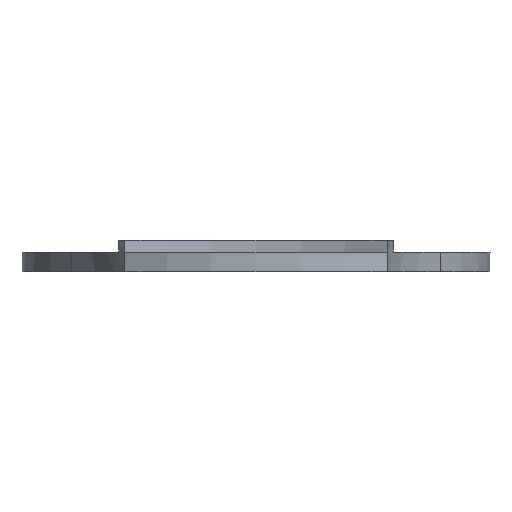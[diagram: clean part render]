
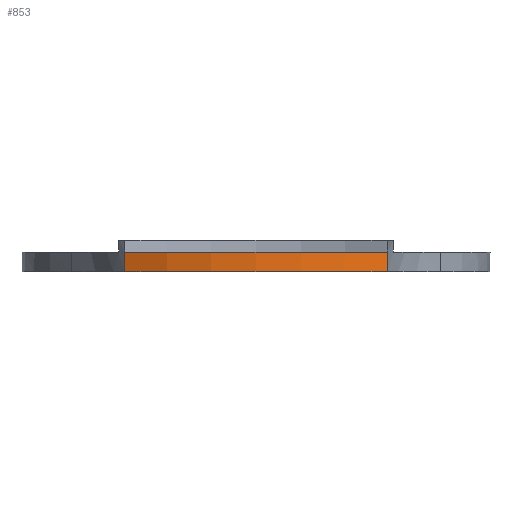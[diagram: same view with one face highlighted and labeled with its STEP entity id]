
A CAD part, front view. The second image highlights one B-rep face of the part: STEP entity #853.
In plain terms, the highlighted cylindrical face has radius 75 mm (diameter 150 mm), a partial arc.
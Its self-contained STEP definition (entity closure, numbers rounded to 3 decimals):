
#55 = CYLINDRICAL_SURFACE('',#56,70.);
#56 = AXIS2_PLACEMENT_3D('',#57,#58,#59);
#57 = CARTESIAN_POINT('',(102.47,80.,5.));
#58 = DIRECTION('',(0.,0.,-1.));
#59 = DIRECTION('',(1.,0.,0.));
#138 = CYLINDRICAL_SURFACE('',#139,70.);
#139 = AXIS2_PLACEMENT_3D('',#140,#141,#142);
#140 = CARTESIAN_POINT('',(-102.47,80.,5.));
#141 = DIRECTION('',(0.,0.,-1.));
#142 = DIRECTION('',(1.,0.,0.));
#187 = PLANE('',#188);
#188 = AXIS2_PLACEMENT_3D('',#189,#190,#191);
#189 = CARTESIAN_POINT('',(33.685,67.01,5.));
#190 = DIRECTION('',(0.,0.,-1.));
#191 = DIRECTION('',(-1.,0.,0.));
#207 = VERTEX_POINT('',#208);
#208 = CARTESIAN_POINT('',(33.685,92.99,5.));
#258 = VERTEX_POINT('',#259);
#259 = CARTESIAN_POINT('',(-33.685,92.99,5.));
#307 = EDGE_CURVE('',#207,#258,#308,.T.);
#308 = SURFACE_CURVE('',#309,(#314,#321),.PCURVE_S1.);
#309 = CIRCLE('',#310,75.);
#310 = AXIS2_PLACEMENT_3D('',#311,#312,#313);
#311 = CARTESIAN_POINT('',(0.,160.,5.));
#312 = DIRECTION('',(0.,0.,-1.));
#313 = DIRECTION('',(1.,0.,0.));
#314 = PCURVE('',#187,#315);
#315 = DEFINITIONAL_REPRESENTATION('',(#316),#320);
#316 = CIRCLE('',#317,75.);
#317 = AXIS2_PLACEMENT_2D('',#318,#319);
#318 = CARTESIAN_POINT('',(33.685,92.99));
#319 = DIRECTION('',(-1.,0.));
#320 = ( GEOMETRIC_REPRESENTATION_CONTEXT(2) 
PARAMETRIC_REPRESENTATION_CONTEXT() REPRESENTATION_CONTEXT('2D SPACE',''
  ) );
#321 = PCURVE('',#322,#327);
#322 = CYLINDRICAL_SURFACE('',#323,75.);
#323 = AXIS2_PLACEMENT_3D('',#324,#325,#326);
#324 = CARTESIAN_POINT('',(0.,160.,-0.25));
#325 = DIRECTION('',(0.,0.,-1.));
#326 = DIRECTION('',(1.,0.,0.));
#327 = DEFINITIONAL_REPRESENTATION('',(#328),#332);
#328 = LINE('',#329,#330);
#329 = CARTESIAN_POINT('',(-6.283,-5.25));
#330 = VECTOR('',#331,1.);
#331 = DIRECTION('',(1.,0.));
#332 = ( GEOMETRIC_REPRESENTATION_CONTEXT(2) 
PARAMETRIC_REPRESENTATION_CONTEXT() REPRESENTATION_CONTEXT('2D SPACE',''
  ) );
#853 = ADVANCED_FACE('',(#854),#322,.T.);
#854 = FACE_BOUND('',#855,.F.);
#855 = EDGE_LOOP('',(#856,#900,#901,#945));
#856 = ORIENTED_EDGE('',*,*,#857,.F.);
#857 = EDGE_CURVE('',#258,#858,#860,.T.);
#858 = VERTEX_POINT('',#859);
#859 = CARTESIAN_POINT('',(-33.685,92.99,0.));
#860 = SURFACE_CURVE('',#861,(#865,#871),.PCURVE_S1.);
#861 = LINE('',#862,#863);
#862 = CARTESIAN_POINT('',(-33.685,92.99,0.));
#863 = VECTOR('',#864,1.);
#864 = DIRECTION('',(0.,0.,-1.));
#865 = PCURVE('',#322,#866);
#866 = DEFINITIONAL_REPRESENTATION('',(#867),#870);
#867 = B_SPLINE_CURVE_WITH_KNOTS('',1,(#868,#869),.UNSPECIFIED.,.F.,.F.,
  (2,2),(-5.,0.),.PIECEWISE_BEZIER_KNOTS.);
#868 = CARTESIAN_POINT('',(-4.247,-5.25));
#869 = CARTESIAN_POINT('',(-4.247,-0.25));
#870 = ( GEOMETRIC_REPRESENTATION_CONTEXT(2) 
PARAMETRIC_REPRESENTATION_CONTEXT() REPRESENTATION_CONTEXT('2D SPACE',''
  ) );
#871 = PCURVE('',#138,#872);
#872 = DEFINITIONAL_REPRESENTATION('',(#873),#899);
#873 = B_SPLINE_CURVE_WITH_KNOTS('',3,(#874,#875,#876,#877,#878,#879,
    #880,#881,#882,#883,#884,#885,#886,#887,#888,#889,#890,#891,#892,
    #893,#894,#895,#896,#897,#898),.UNSPECIFIED.,.F.,.F.,(4,1,1,1,1,1,1,
    1,1,1,1,1,1,1,1,1,1,1,1,1,1,1,4),(-5.,-4.773,
    -4.545,-4.318,-4.091,-3.864,
    -3.636,-3.409,-3.182,-2.955,
    -2.727,-2.5,-2.273,-2.045,-1.818
    ,-1.591,-1.364,-1.136,-0.909,
    -0.682,-0.455,-0.227,0.),
  .UNSPECIFIED.);
#874 = CARTESIAN_POINT('',(-0.187,0.));
#875 = CARTESIAN_POINT('',(-0.187,0.076));
#876 = CARTESIAN_POINT('',(-0.187,0.227));
#877 = CARTESIAN_POINT('',(-0.187,0.455));
#878 = CARTESIAN_POINT('',(-0.187,0.682));
#879 = CARTESIAN_POINT('',(-0.187,0.909));
#880 = CARTESIAN_POINT('',(-0.187,1.136));
#881 = CARTESIAN_POINT('',(-0.187,1.364));
#882 = CARTESIAN_POINT('',(-0.187,1.591));
#883 = CARTESIAN_POINT('',(-0.187,1.818));
#884 = CARTESIAN_POINT('',(-0.187,2.045));
#885 = CARTESIAN_POINT('',(-0.187,2.273));
#886 = CARTESIAN_POINT('',(-0.187,2.5));
#887 = CARTESIAN_POINT('',(-0.187,2.727));
#888 = CARTESIAN_POINT('',(-0.187,2.955));
#889 = CARTESIAN_POINT('',(-0.187,3.182));
#890 = CARTESIAN_POINT('',(-0.187,3.409));
#891 = CARTESIAN_POINT('',(-0.187,3.636));
#892 = CARTESIAN_POINT('',(-0.187,3.864));
#893 = CARTESIAN_POINT('',(-0.187,4.091));
#894 = CARTESIAN_POINT('',(-0.187,4.318));
#895 = CARTESIAN_POINT('',(-0.187,4.545));
#896 = CARTESIAN_POINT('',(-0.187,4.773));
#897 = CARTESIAN_POINT('',(-0.187,4.924));
#898 = CARTESIAN_POINT('',(-0.187,5.));
#899 = ( GEOMETRIC_REPRESENTATION_CONTEXT(2) 
PARAMETRIC_REPRESENTATION_CONTEXT() REPRESENTATION_CONTEXT('2D SPACE',''
  ) );
#900 = ORIENTED_EDGE('',*,*,#307,.F.);
#901 = ORIENTED_EDGE('',*,*,#902,.T.);
#902 = EDGE_CURVE('',#207,#903,#905,.T.);
#903 = VERTEX_POINT('',#904);
#904 = CARTESIAN_POINT('',(33.685,92.99,0.));
#905 = SURFACE_CURVE('',#906,(#910,#916),.PCURVE_S1.);
#906 = LINE('',#907,#908);
#907 = CARTESIAN_POINT('',(33.685,92.99,0.));
#908 = VECTOR('',#909,1.);
#909 = DIRECTION('',(0.,0.,-1.));
#910 = PCURVE('',#322,#911);
#911 = DEFINITIONAL_REPRESENTATION('',(#912),#915);
#912 = B_SPLINE_CURVE_WITH_KNOTS('',1,(#913,#914),.UNSPECIFIED.,.F.,.F.,
  (2,2),(-5.,0.),.PIECEWISE_BEZIER_KNOTS.);
#913 = CARTESIAN_POINT('',(-5.178,-5.25));
#914 = CARTESIAN_POINT('',(-5.178,-0.25));
#915 = ( GEOMETRIC_REPRESENTATION_CONTEXT(2) 
PARAMETRIC_REPRESENTATION_CONTEXT() REPRESENTATION_CONTEXT('2D SPACE',''
  ) );
#916 = PCURVE('',#55,#917);
#917 = DEFINITIONAL_REPRESENTATION('',(#918),#944);
#918 = B_SPLINE_CURVE_WITH_KNOTS('',3,(#919,#920,#921,#922,#923,#924,
    #925,#926,#927,#928,#929,#930,#931,#932,#933,#934,#935,#936,#937,
    #938,#939,#940,#941,#942,#943),.UNSPECIFIED.,.F.,.F.,(4,1,1,1,1,1,1,
    1,1,1,1,1,1,1,1,1,1,1,1,1,1,1,4),(-5.,-4.773,
    -4.545,-4.318,-4.091,-3.864,
    -3.636,-3.409,-3.182,-2.955,
    -2.727,-2.5,-2.273,-2.045,-1.818
    ,-1.591,-1.364,-1.136,-0.909,
    -0.682,-0.455,-0.227,0.),
  .UNSPECIFIED.);
#919 = CARTESIAN_POINT('',(-2.955,0.));
#920 = CARTESIAN_POINT('',(-2.955,0.076));
#921 = CARTESIAN_POINT('',(-2.955,0.227));
#922 = CARTESIAN_POINT('',(-2.955,0.455));
#923 = CARTESIAN_POINT('',(-2.955,0.682));
#924 = CARTESIAN_POINT('',(-2.955,0.909));
#925 = CARTESIAN_POINT('',(-2.955,1.136));
#926 = CARTESIAN_POINT('',(-2.955,1.364));
#927 = CARTESIAN_POINT('',(-2.955,1.591));
#928 = CARTESIAN_POINT('',(-2.955,1.818));
#929 = CARTESIAN_POINT('',(-2.955,2.045));
#930 = CARTESIAN_POINT('',(-2.955,2.273));
#931 = CARTESIAN_POINT('',(-2.955,2.5));
#932 = CARTESIAN_POINT('',(-2.955,2.727));
#933 = CARTESIAN_POINT('',(-2.955,2.955));
#934 = CARTESIAN_POINT('',(-2.955,3.182));
#935 = CARTESIAN_POINT('',(-2.955,3.409));
#936 = CARTESIAN_POINT('',(-2.955,3.636));
#937 = CARTESIAN_POINT('',(-2.955,3.864));
#938 = CARTESIAN_POINT('',(-2.955,4.091));
#939 = CARTESIAN_POINT('',(-2.955,4.318));
#940 = CARTESIAN_POINT('',(-2.955,4.545));
#941 = CARTESIAN_POINT('',(-2.955,4.773));
#942 = CARTESIAN_POINT('',(-2.955,4.924));
#943 = CARTESIAN_POINT('',(-2.955,5.));
#944 = ( GEOMETRIC_REPRESENTATION_CONTEXT(2) 
PARAMETRIC_REPRESENTATION_CONTEXT() REPRESENTATION_CONTEXT('2D SPACE',''
  ) );
#945 = ORIENTED_EDGE('',*,*,#946,.T.);
#946 = EDGE_CURVE('',#903,#858,#947,.T.);
#947 = SURFACE_CURVE('',#948,(#953,#960),.PCURVE_S1.);
#948 = CIRCLE('',#949,75.);
#949 = AXIS2_PLACEMENT_3D('',#950,#951,#952);
#950 = CARTESIAN_POINT('',(0.,160.,0.));
#951 = DIRECTION('',(0.,0.,-1.));
#952 = DIRECTION('',(1.,0.,0.));
#953 = PCURVE('',#322,#954);
#954 = DEFINITIONAL_REPRESENTATION('',(#955),#959);
#955 = LINE('',#956,#957);
#956 = CARTESIAN_POINT('',(-6.283,-0.25));
#957 = VECTOR('',#958,1.);
#958 = DIRECTION('',(1.,0.));
#959 = ( GEOMETRIC_REPRESENTATION_CONTEXT(2) 
PARAMETRIC_REPRESENTATION_CONTEXT() REPRESENTATION_CONTEXT('2D SPACE',''
  ) );
#960 = PCURVE('',#961,#966);
#961 = PLANE('',#962);
#962 = AXIS2_PLACEMENT_3D('',#963,#964,#965);
#963 = CARTESIAN_POINT('',(-47.294,36.923,0.));
#964 = DIRECTION('',(0.,0.,-1.));
#965 = DIRECTION('',(-1.,0.,0.));
#966 = DEFINITIONAL_REPRESENTATION('',(#967),#971);
#967 = CIRCLE('',#968,75.);
#968 = AXIS2_PLACEMENT_2D('',#969,#970);
#969 = CARTESIAN_POINT('',(-47.294,123.077));
#970 = DIRECTION('',(-1.,0.));
#971 = ( GEOMETRIC_REPRESENTATION_CONTEXT(2) 
PARAMETRIC_REPRESENTATION_CONTEXT() REPRESENTATION_CONTEXT('2D SPACE',''
  ) );
